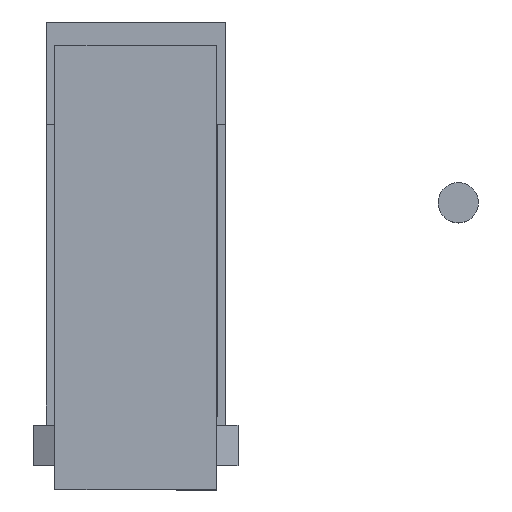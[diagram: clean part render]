
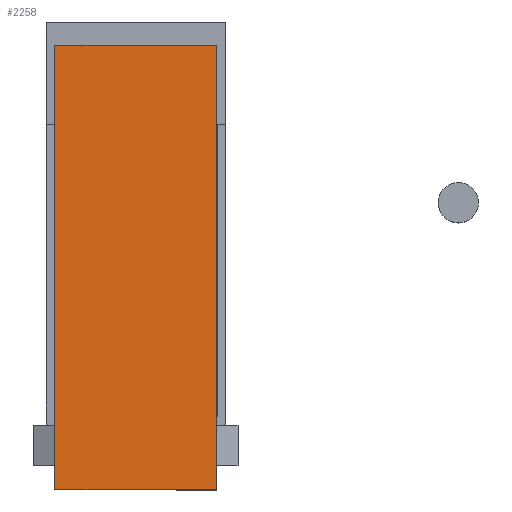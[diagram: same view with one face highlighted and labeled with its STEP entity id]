
A CAD part, top view. The second image highlights one B-rep face of the part: STEP entity #2258.
In plain terms, the highlighted face is planar.
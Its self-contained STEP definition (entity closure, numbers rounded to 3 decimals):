
#352=FACE_OUTER_BOUND('',#486,.T.);
#486=EDGE_LOOP('',(#2025,#2026,#2027,#2028));
#650=LINE('',#8782,#831);
#660=LINE('',#8806,#841);
#669=LINE('',#8822,#850);
#670=LINE('',#8824,#851);
#831=VECTOR('',#2933,10.);
#841=VECTOR('',#2955,10.);
#850=VECTOR('',#2968,10.);
#851=VECTOR('',#2971,10.);
#1065=VERTEX_POINT('',#8779);
#1066=VERTEX_POINT('',#8781);
#1074=VERTEX_POINT('',#8805);
#1079=VERTEX_POINT('',#8820);
#1380=EDGE_CURVE('',#1065,#1066,#650,.T.);
#1391=EDGE_CURVE('',#1066,#1074,#660,.T.);
#1400=EDGE_CURVE('',#1079,#1065,#669,.T.);
#1401=EDGE_CURVE('',#1074,#1079,#670,.T.);
#2025=ORIENTED_EDGE('',*,*,#1391,.F.);
#2026=ORIENTED_EDGE('',*,*,#1380,.F.);
#2027=ORIENTED_EDGE('',*,*,#1400,.F.);
#2028=ORIENTED_EDGE('',*,*,#1401,.F.);
#2148=PLANE('',#2441);
#2258=ADVANCED_FACE('',(#352),#2148,.F.);
#2441=AXIS2_PLACEMENT_3D('',#8823,#2969,#2970);
#2933=DIRECTION('',(1.,0.,0.));
#2955=DIRECTION('',(0.,1.,0.));
#2968=DIRECTION('',(0.,-1.,0.));
#2969=DIRECTION('center_axis',(0.,0.,1.));
#2970=DIRECTION('ref_axis',(1.,0.,0.));
#2971=DIRECTION('',(-1.,0.,0.));
#8779=CARTESIAN_POINT('',(-10.,-29.5,0.));
#8781=CARTESIAN_POINT('',(10.,-29.5,0.));
#8782=CARTESIAN_POINT('',(-10.,-29.5,0.));
#8805=CARTESIAN_POINT('',(10.,25.5,0.));
#8806=CARTESIAN_POINT('',(10.,-25.5,0.));
#8820=CARTESIAN_POINT('',(-10.,25.5,0.));
#8822=CARTESIAN_POINT('',(-10.,25.5,0.));
#8823=CARTESIAN_POINT('Origin',(0.,0.,
0.));
#8824=CARTESIAN_POINT('',(10.,25.5,0.));
